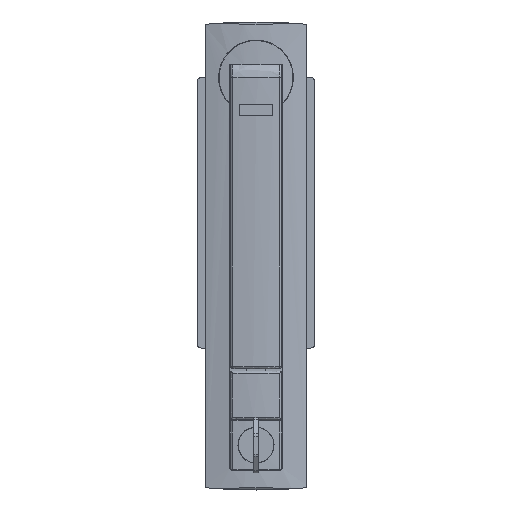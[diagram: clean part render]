
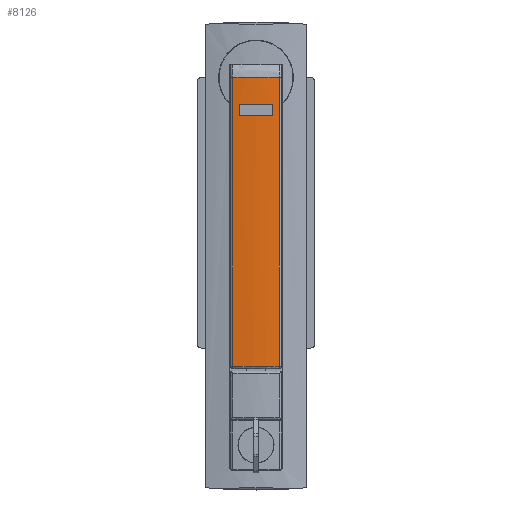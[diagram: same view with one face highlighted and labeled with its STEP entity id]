
A CAD part, front view. The second image highlights one B-rep face of the part: STEP entity #8126.
In plain terms, the highlighted free-form (B-spline) face has degree [1, 2] with [2, 3] control points.
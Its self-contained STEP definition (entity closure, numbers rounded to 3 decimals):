
#5953=CARTESIAN_POINT('',(0.3,7.152,-11.5));
#5954=VERTEX_POINT('',#5953);
#5955=CARTESIAN_POINT('',(0.3,7.152,-16.5));
#5956=VERTEX_POINT('',#5955);
#5957=CARTESIAN_POINT('',(0.3,7.152,-11.5));
#5958=CARTESIAN_POINT('',(0.3,7.152,-16.5));
#5959=QUASI_UNIFORM_CURVE('',1,(#5957,#5958),.UNSPECIFIED.,.F.,.U.);
#5960=EDGE_CURVE('',#5954,#5956,#5959,.T.);
#5962=CARTESIAN_POINT('',(0.3,-7.152,-16.5));
#5963=VERTEX_POINT('',#5962);
#5969=CARTESIAN_POINT('',(0.3,-7.152,-11.5));
#5970=VERTEX_POINT('',#5969);
#5971=CARTESIAN_POINT('',(0.3,-7.152,-16.5));
#5972=CARTESIAN_POINT('',(0.3,-7.152,-11.5));
#5973=QUASI_UNIFORM_CURVE('',1,(#5971,#5972),.UNSPECIFIED.,.F.,.U.);
#5974=EDGE_CURVE('',#5963,#5970,#5973,.T.);
#5989=CARTESIAN_POINT('',(0.3,-7.152,-16.5));
#5990=CARTESIAN_POINT('',(-0.301,0.,-16.5));
#5991=CARTESIAN_POINT('',(0.3,7.152,-16.5));
#5999=(BOUNDED_CURVE()B_SPLINE_CURVE(2,(#5989,#5990,#5991),.UNSPECIFIED.,.F.,.U.)CURVE()GEOMETRIC_REPRESENTATION_ITEM()QUASI_UNIFORM_CURVE()RATIONAL_B_SPLINE_CURVE((1.0,0.996,1.0))REPRESENTATION_ITEM(''));
#6000=EDGE_CURVE('',#5963,#5956,#5999,.T.);
#6012=CARTESIAN_POINT('',(0.3,7.152,-11.5));
#6013=CARTESIAN_POINT('',(-0.301,0.,-11.5));
#6014=CARTESIAN_POINT('',(0.3,-7.152,-11.5));
#6022=(BOUNDED_CURVE()B_SPLINE_CURVE(2,(#6012,#6013,#6014),.UNSPECIFIED.,.F.,.U.)CURVE()GEOMETRIC_REPRESENTATION_ITEM()QUASI_UNIFORM_CURVE()RATIONAL_B_SPLINE_CURVE((1.0,0.996,1.0))REPRESENTATION_ITEM(''));
#6023=EDGE_CURVE('',#5954,#5970,#6022,.T.);
#6469=CARTESIAN_POINT('',(0.602,-10.118,-124.912));
#6470=VERTEX_POINT('',#6469);
#6527=CARTESIAN_POINT('',(0.602,10.118,-124.912));
#6528=VERTEX_POINT('',#6527);
#6705=CARTESIAN_POINT('',(0.602,-10.118,0.044));
#6706=VERTEX_POINT('',#6705);
#6720=CARTESIAN_POINT('',(0.602,-10.118,-124.912));
#6721=CARTESIAN_POINT('',(0.602,-10.118,0.044));
#6722=QUASI_UNIFORM_CURVE('',1,(#6720,#6721),.UNSPECIFIED.,.F.,.U.);
#6723=EDGE_CURVE('',#6470,#6706,#6722,.T.);
#6755=CARTESIAN_POINT('',(0.602,10.118,-124.912));
#6756=CARTESIAN_POINT('',(-0.606,0.,-124.977));
#6757=CARTESIAN_POINT('',(0.602,-10.118,-124.912));
#6765=(BOUNDED_CURVE()B_SPLINE_CURVE(2,(#6755,#6756,#6757),.UNSPECIFIED.,.F.,.U.)CURVE()GEOMETRIC_REPRESENTATION_ITEM()QUASI_UNIFORM_CURVE()RATIONAL_B_SPLINE_CURVE((1.0,0.993,1.0))REPRESENTATION_ITEM(''));
#6766=EDGE_CURVE('',#6528,#6470,#6765,.T.);
#6799=CARTESIAN_POINT('',(0.602,10.118,0.044));
#6800=VERTEX_POINT('',#6799);
#6822=CARTESIAN_POINT('',(0.602,10.118,0.044));
#6823=CARTESIAN_POINT('',(0.602,10.118,-124.912));
#6824=QUASI_UNIFORM_CURVE('',1,(#6822,#6823),.UNSPECIFIED.,.F.,.U.);
#6825=EDGE_CURVE('',#6800,#6528,#6824,.T.);
#7882=CARTESIAN_POINT('',(0.602,-10.118,0.044));
#7883=CARTESIAN_POINT('',(0.401,-8.439,0.023));
#7884=CARTESIAN_POINT('',(0.251,-6.755,0.013));
#7885=CARTESIAN_POINT('',(0.05,-3.383,0.002));
#7886=CARTESIAN_POINT('',(0.,-1.693,0.));
#7887=CARTESIAN_POINT('',(0.,1.693,0.));
#7888=CARTESIAN_POINT('',(0.05,3.383,0.002));
#7889=CARTESIAN_POINT('',(0.251,6.755,0.013));
#7890=CARTESIAN_POINT('',(0.401,8.439,0.023));
#7891=CARTESIAN_POINT('',(0.602,10.118,0.044));
#7892=B_SPLINE_CURVE_WITH_KNOTS('',3,(#7882,#7883,#7884,#7885,#7886,#7887,#7888,#7889,#7890,#7891),.UNSPECIFIED.,.F.,.U.,(4,2,2,2,4),(0.0,0.25,0.5,0.75,1.0),.UNSPECIFIED.);
#7893=EDGE_CURVE('',#6706,#6800,#7892,.T.);
#8100=CARTESIAN_POINT('',(0.727,11.12,3.169));
#8101=CARTESIAN_POINT('',(0.727,11.12,-128.147));
#8102=CARTESIAN_POINT('',(-0.733,-0.001,3.169));
#8103=CARTESIAN_POINT('',(-0.733,-0.001,-128.147));
#8104=CARTESIAN_POINT('',(0.727,-11.123,3.169));
#8105=CARTESIAN_POINT('',(0.727,-11.123,-128.147));
#8113=(BOUNDED_SURFACE()B_SPLINE_SURFACE(1,2,((#8100,#8102,#8104),(#8101,#8103,#8105)),.UNSPECIFIED.,.F.,.F.,.U.)B_SPLINE_SURFACE_WITH_KNOTS((2,2),(3,3),(0.0,131.317),(0.0,22.337),.UNSPECIFIED.)GEOMETRIC_REPRESENTATION_ITEM()RATIONAL_B_SPLINE_SURFACE(((0.998,0.988,0.995),(0.998,0.988,0.995)))REPRESENTATION_ITEM('')SURFACE());
#8114=ORIENTED_EDGE('',*,*,#7893,.T.);
#8115=ORIENTED_EDGE('',*,*,#6825,.T.);
#8116=ORIENTED_EDGE('',*,*,#6766,.T.);
#8117=ORIENTED_EDGE('',*,*,#6723,.T.);
#8118=EDGE_LOOP('',(#8114,#8115,#8116,#8117));
#8119=FACE_OUTER_BOUND('',#8118,.T.);
#8120=ORIENTED_EDGE('',*,*,#5960,.F.);
#8121=ORIENTED_EDGE('',*,*,#6023,.T.);
#8122=ORIENTED_EDGE('',*,*,#5974,.F.);
#8123=ORIENTED_EDGE('',*,*,#6000,.T.);
#8124=EDGE_LOOP('',(#8120,#8121,#8122,#8123));
#8125=FACE_BOUND('',#8124,.T.);
#8126=ADVANCED_FACE('',(#8119,#8125),#8113,.T.);
